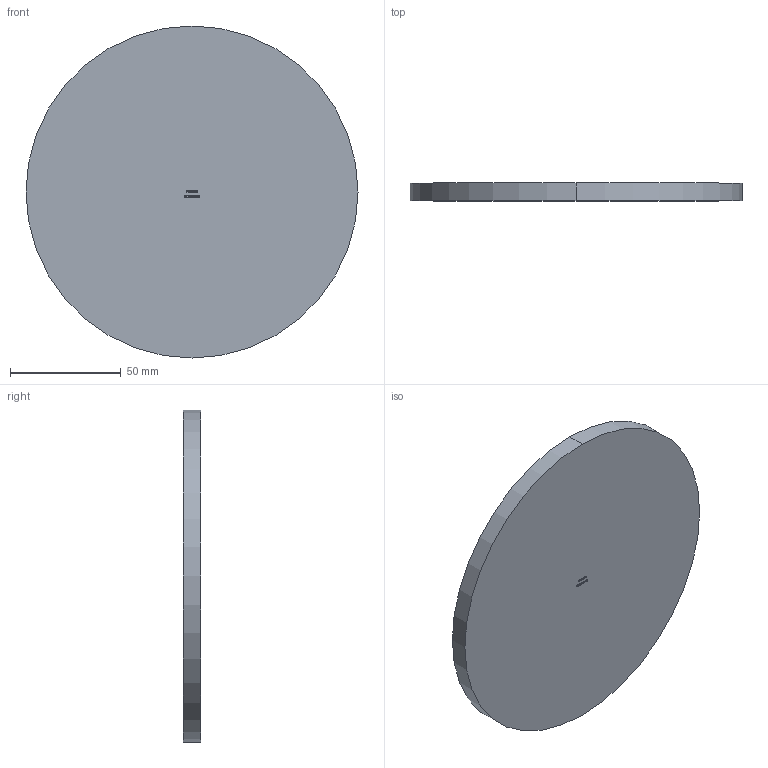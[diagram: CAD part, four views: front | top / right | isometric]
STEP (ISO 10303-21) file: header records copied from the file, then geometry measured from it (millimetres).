
FILE_DESCRIPTION (( 'STEP AP203' ), '1' );
FILE_NAME ('53150-240-8-R.step', '2020-10-16T11:30:44', ( '' ), ( '' ), 'SwSTEP 2.0', 'SolidWorks 2018', '' );
FILE_SCHEMA (( 'CONFIG_CONTROL_DESIGN' ));
Length unit declared in the file: millimetre
Products named in the file (2): 53150-240-8-R
Bounding box: 150 x 8 x 150 mm (x, y, z)
Volume: 141371.4 mm3; surface area: 39119.6 mm2
Topology: 1 solids, 1 shells, 275 faces, 729 edges, 486 vertices
Faces by surface type: plane 149, bspline 124, cylinder 2
Entity records: 15470 total; most frequent: CARTESIAN_POINT 9328, ORIENTED_EDGE 1458, DIRECTION 791, EDGE_CURVE 729, VERTEX_POINT 486, LINE 477, VECTOR 477, EDGE_LOOP 305
